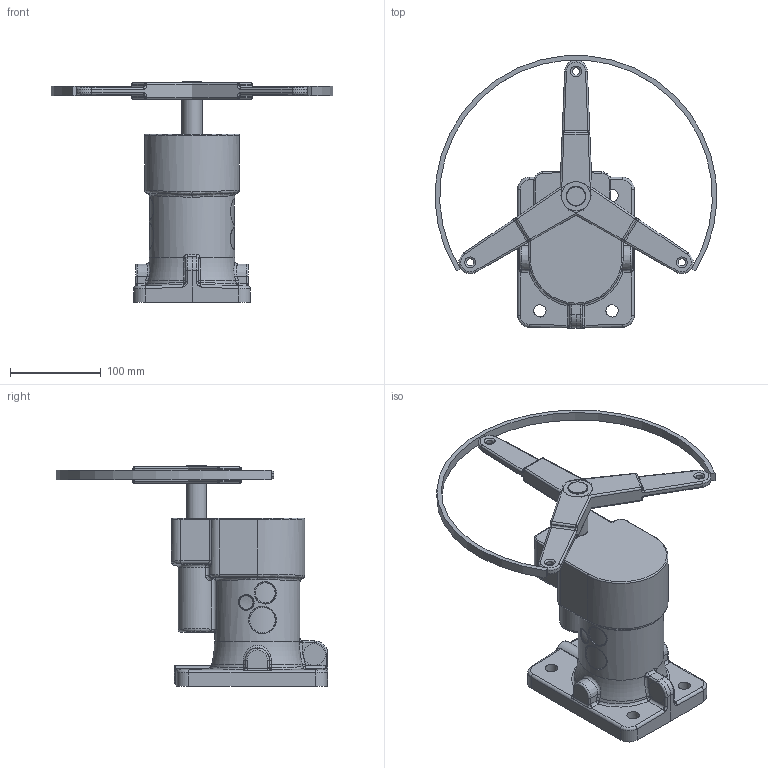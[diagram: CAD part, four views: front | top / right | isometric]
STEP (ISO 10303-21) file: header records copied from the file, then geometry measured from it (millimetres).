
FILE_DESCRIPTION(/* description */ (''),/* implementation_level */ '2;1');
FILE_NAME(/* name */ 'AS RR RS3210RR_SLD with HandleSwing Ring.stp',/* time_stamp */ '2023-03-13T07:01:49+10:00',/* author */ ('a.tao491'),/* organization */ (''),/* preprocessor_version */ 'ST-DEVELOPER v16.5',/* originating_system */ 'Autodesk Inventor 2017',/* authorisation */ '');
FILE_SCHEMA (('AUTOMOTIVE_DESIGN { 1 0 10303 214 3 1 1 }'));
Length unit declared in the file: millimetre
Products named in the file (4): AS RR RS3210RR_SLD with HandleSwing Ring; 2749_SLD; PS RR Handle RS2725_SLD; AS RR HandleSwing Ring
Assembly tree (5 placements, depth 2):
  AS RR RS3210RR_SLD with HandleSwing Ring
    2749_SLD
    PS RR Handle RS2725_SLD  x3
    AS RR HandleSwing Ring
Bounding box: 309.65 x 299.14 x 242.88 mm (x, y, z)
Volume: 2306154.7 mm3; surface area: 200961 mm2
Topology: 5 solids, 8 shells, 383 faces, 874 edges, 511 vertices
Faces by surface type: cylinder 143, bspline 102, plane 80, torus 35, sphere 21, cone 2
Full cylindrical faces by diameter (mm): 8 x3, 13.5 x4, 17.6 x3, 21.6 x3, 22 x3, 94.1 x1
Entity records: 11840 total; most frequent: CARTESIAN_POINT 5348, DIRECTION 1285, ORIENTED_EDGE 1262, EDGE_CURVE 631, AXIS2_PLACEMENT_3D 537, VERTEX_POINT 377, EDGE_LOOP 320, FACE_OUTER_BOUND 285
